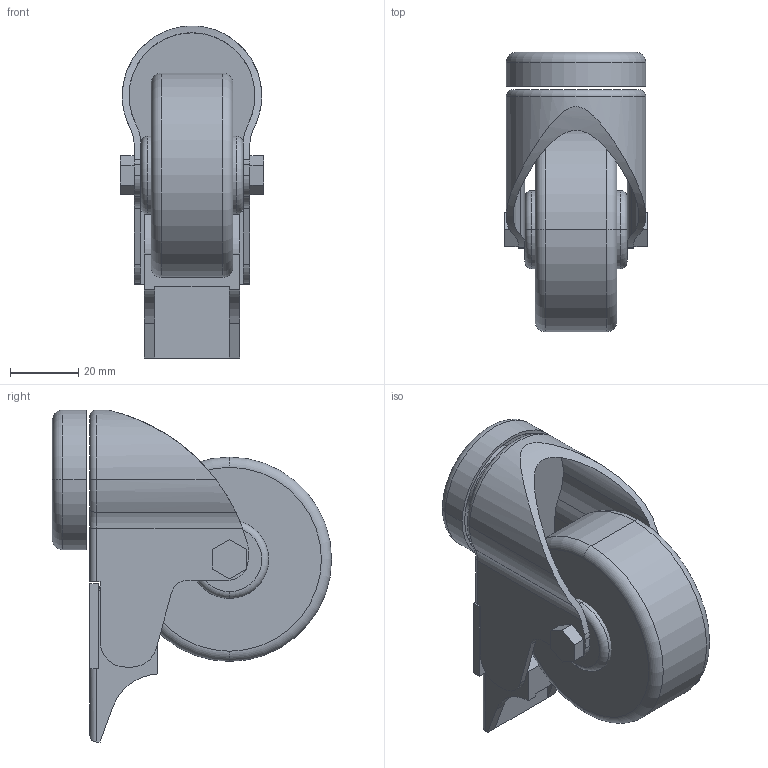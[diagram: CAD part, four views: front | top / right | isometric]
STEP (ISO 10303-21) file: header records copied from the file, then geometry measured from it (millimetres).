
FILE_DESCRIPTION (( 'STEP AP203' ), '1' );
FILE_NAME ('084.404.003.STEP', '2013-01-28T09:02:44', ( 'Alusic' ), ( 'Alusic' ), 'SwSTEP 2.0', 'SolidWorks 2011', '' );
FILE_SCHEMA (( 'CONFIG_CONTROL_DESIGN' ));
Length unit declared in the file: millimetre
Products named in the file (1): 084.404.003
Bounding box: 42 x 82 x 97.5 mm (x, y, z)
Volume: 106424.7 mm3; surface area: 36565.2 mm2
Topology: 7 solids, 7 shells, 122 faces, 289 edges, 184 vertices
Faces by surface type: plane 60, cylinder 43, torus 19
Entity records: 3755 total; most frequent: CARTESIAN_POINT 792, DIRECTION 634, ORIENTED_EDGE 578, EDGE_CURVE 289, AXIS2_PLACEMENT_3D 234, VERTEX_POINT 184, LINE 166, VECTOR 166
